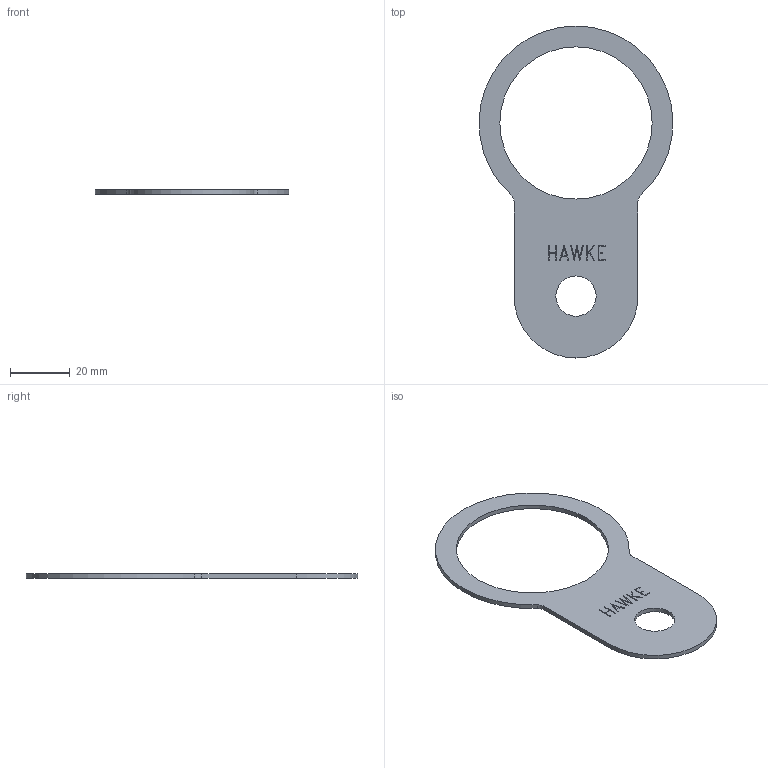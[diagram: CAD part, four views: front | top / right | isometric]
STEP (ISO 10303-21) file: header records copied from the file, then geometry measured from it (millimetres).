
FILE_DESCRIPTION(/* description */ ('Earth Tag M50'),/* implementation_level */ '2;1');
FILE_NAME(/* name */ '1315_M50.stp',/* time_stamp */ '2024-08-19T09:19:49+06:00',/* author */ ('vinaykumark'),/* organization */ (''),/* preprocessor_version */ 'ST-DEVELOPER v18.1',/* originating_system */ 'Autodesk Inventor 2022',/* authorisation */ '');
FILE_SCHEMA (('AUTOMOTIVE_DESIGN { 1 0 10303 214 3 1 1 }'));
Length unit declared in the file: millimetre
Products named in the file (1): 1315_M50
Bounding box: 64.98 x 111.25 x 1.5 mm (x, y, z)
Volume: 4446.9 mm3; surface area: 6683.3 mm2
Topology: 1 solids, 1 shells, 76 faces, 204 edges, 136 vertices
Faces by surface type: plane 70, cylinder 6
Full cylindrical faces by diameter (mm): 13.5 x1, 51 x1
Entity records: 2394 total; most frequent: CARTESIAN_POINT 417, ORIENTED_EDGE 408, DIRECTION 370, EDGE_CURVE 204, LINE 192, VECTOR 192, VERTEX_POINT 136, AXIS2_PLACEMENT_3D 89
